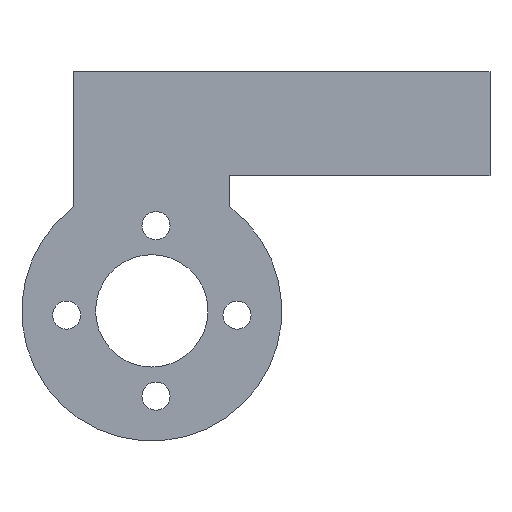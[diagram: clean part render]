
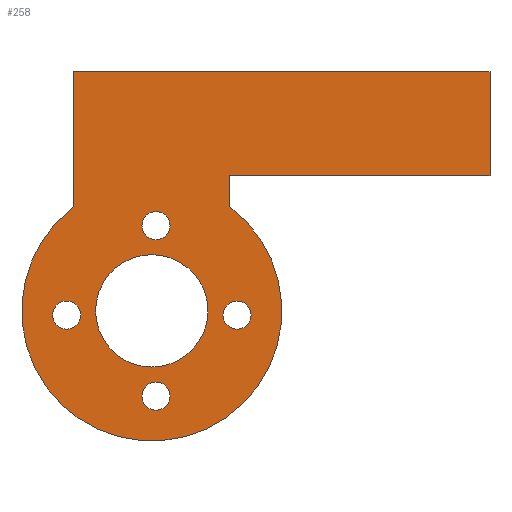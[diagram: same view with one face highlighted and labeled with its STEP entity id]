
A CAD part, front view. The second image highlights one B-rep face of the part: STEP entity #258.
In plain terms, the highlighted planar face has unit normal (0, -1, 0).
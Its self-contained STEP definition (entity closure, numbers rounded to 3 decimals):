
#27=LINE('',#399,#43);
#28=LINE('',#402,#44);
#29=LINE('',#404,#45);
#30=LINE('',#406,#46);
#31=LINE('',#410,#47);
#43=VECTOR('',#327,1000.);
#44=VECTOR('',#328,1000.);
#45=VECTOR('',#329,1000.);
#46=VECTOR('',#330,1000.);
#47=VECTOR('',#333,1000.);
#59=ORIENTED_EDGE('',*,*,#119,.T.);
#60=ORIENTED_EDGE('',*,*,#120,.T.);
#61=ORIENTED_EDGE('',*,*,#121,.T.);
#62=ORIENTED_EDGE('',*,*,#122,.T.);
#63=ORIENTED_EDGE('',*,*,#123,.T.);
#64=ORIENTED_EDGE('',*,*,#124,.F.);
#65=ORIENTED_EDGE('',*,*,#125,.T.);
#66=ORIENTED_EDGE('',*,*,#126,.T.);
#67=ORIENTED_EDGE('',*,*,#127,.F.);
#68=ORIENTED_EDGE('',*,*,#128,.F.);
#69=ORIENTED_EDGE('',*,*,#129,.F.);
#119=EDGE_CURVE('',#149,#149,#173,.T.);
#120=EDGE_CURVE('',#150,#150,#174,.T.);
#121=EDGE_CURVE('',#151,#151,#175,.T.);
#122=EDGE_CURVE('',#152,#152,#176,.T.);
#123=EDGE_CURVE('',#153,#153,#177,.T.);
#124=EDGE_CURVE('',#154,#155,#27,.T.);
#125=EDGE_CURVE('',#154,#156,#28,.T.);
#126=EDGE_CURVE('',#156,#157,#29,.T.);
#127=EDGE_CURVE('',#158,#157,#30,.T.);
#128=EDGE_CURVE('',#159,#158,#178,.T.);
#129=EDGE_CURVE('',#155,#159,#31,.T.);
#149=VERTEX_POINT('',#390);
#150=VERTEX_POINT('',#392);
#151=VERTEX_POINT('',#394);
#152=VERTEX_POINT('',#396);
#153=VERTEX_POINT('',#398);
#154=VERTEX_POINT('',#400);
#155=VERTEX_POINT('',#401);
#156=VERTEX_POINT('',#403);
#157=VERTEX_POINT('',#405);
#158=VERTEX_POINT('',#407);
#159=VERTEX_POINT('',#409);
#173=CIRCLE('',#286,1.35);
#174=CIRCLE('',#287,1.35);
#175=CIRCLE('',#288,5.4);
#176=CIRCLE('',#289,1.35);
#177=CIRCLE('',#290,1.35);
#178=CIRCLE('',#291,12.5);
#187=EDGE_LOOP('',(#59));
#188=EDGE_LOOP('',(#60));
#189=EDGE_LOOP('',(#61));
#190=EDGE_LOOP('',(#62));
#191=EDGE_LOOP('',(#63));
#192=EDGE_LOOP('',(#64,#65,#66,#67,#68,#69));
#219=FACE_BOUND('',#187,.T.);
#220=FACE_BOUND('',#188,.T.);
#221=FACE_BOUND('',#189,.T.);
#222=FACE_BOUND('',#190,.T.);
#223=FACE_BOUND('',#191,.T.);
#224=FACE_BOUND('',#192,.T.);
#251=PLANE('',#285);
#258=ADVANCED_FACE('',(#219,#220,#221,#222,#223,#224),#251,.F.);
#285=AXIS2_PLACEMENT_3D('',#388,#315,#316);
#286=AXIS2_PLACEMENT_3D('',#389,#317,#318);
#287=AXIS2_PLACEMENT_3D('',#391,#319,#320);
#288=AXIS2_PLACEMENT_3D('',#393,#321,#322);
#289=AXIS2_PLACEMENT_3D('',#395,#323,#324);
#290=AXIS2_PLACEMENT_3D('',#397,#325,#326);
#291=AXIS2_PLACEMENT_3D('',#408,#331,#332);
#315=DIRECTION('',(0.,1.,0.));
#316=DIRECTION('',(0.,0.,1.));
#317=DIRECTION('',(0.,1.,0.));
#318=DIRECTION('',(1.,0.,0.));
#319=DIRECTION('',(0.,1.,0.));
#320=DIRECTION('',(1.,0.,0.));
#321=DIRECTION('',(0.,1.,0.));
#322=DIRECTION('',(0.,0.,1.));
#323=DIRECTION('',(0.,1.,0.));
#324=DIRECTION('',(1.,0.,0.));
#325=DIRECTION('',(0.,1.,0.));
#326=DIRECTION('',(1.,0.,0.));
#327=DIRECTION('',(-1.,0.,0.));
#328=DIRECTION('',(0.,0.,1.));
#329=DIRECTION('',(-1.,0.,0.));
#330=DIRECTION('',(0.,0.,1.));
#331=DIRECTION('',(0.,1.,0.));
#332=DIRECTION('',(0.,0.,1.));
#333=DIRECTION('',(0.,0.,-1.));
#388=CARTESIAN_POINT('',(0.,-10.,0.));
#389=CARTESIAN_POINT('',(8.192,-10.,-0.405));
#390=CARTESIAN_POINT('',(9.542,-10.,-0.405));
#391=CARTESIAN_POINT('',(0.405,-10.,8.192));
#392=CARTESIAN_POINT('',(1.755,-10.,8.192));
#393=CARTESIAN_POINT('',(0.,-10.,0.));
#394=CARTESIAN_POINT('',(0.,-10.,5.4));
#395=CARTESIAN_POINT('',(-8.192,-10.,-0.405));
#396=CARTESIAN_POINT('',(-6.842,-10.,-0.405));
#397=CARTESIAN_POINT('',(0.405,-10.,-8.192));
#398=CARTESIAN_POINT('',(1.755,-10.,-8.192));
#399=CARTESIAN_POINT('',(7.5,-10.,13.));
#400=CARTESIAN_POINT('',(32.5,-10.,13.));
#401=CARTESIAN_POINT('',(7.5,-10.,13.));
#402=CARTESIAN_POINT('',(32.5,-10.,10.));
#403=CARTESIAN_POINT('',(32.5,-10.,23.));
#404=CARTESIAN_POINT('',(7.5,-10.,23.));
#405=CARTESIAN_POINT('',(-7.5,-10.,23.));
#406=CARTESIAN_POINT('',(-7.5,-10.,17.));
#407=CARTESIAN_POINT('',(-7.5,-10.,10.));
#408=CARTESIAN_POINT('',(0.,-10.,0.));
#409=CARTESIAN_POINT('',(7.5,-10.,10.));
#410=CARTESIAN_POINT('',(7.5,-10.,13.));
